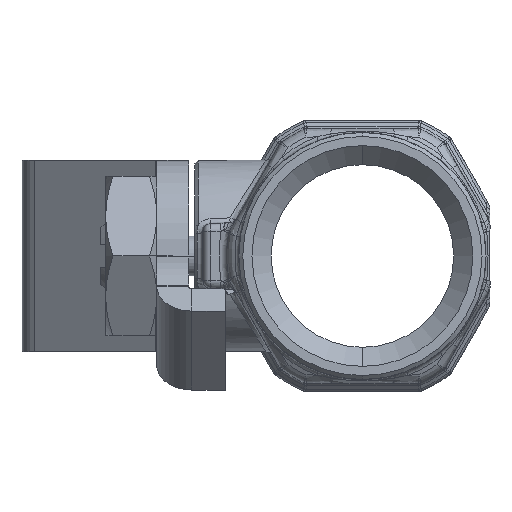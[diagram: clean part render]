
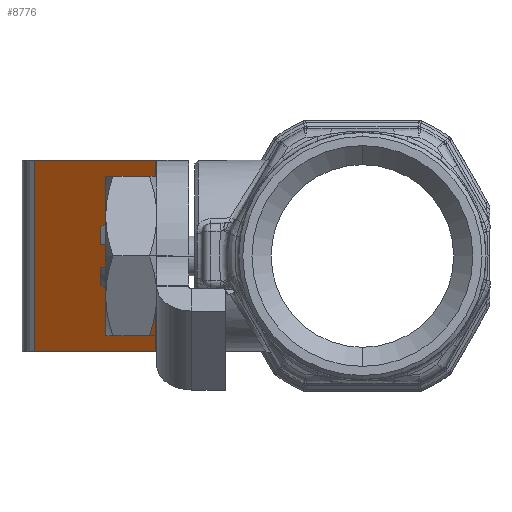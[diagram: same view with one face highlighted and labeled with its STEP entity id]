
A CAD part, left-side view. The second image highlights one B-rep face of the part: STEP entity #8776.
In plain terms, the highlighted planar face has unit normal (-0.766, 0.643, 0).
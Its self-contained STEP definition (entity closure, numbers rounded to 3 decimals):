
#16 = DIRECTION ( 'NONE',  ( -0.643, -0.766, 0. ) ) ;
#1336 = VECTOR ( 'NONE', #16628, 1000. ) ;
#1659 = DIRECTION ( 'NONE',  ( -0.766, 0.643, 0. ) ) ;
#4354 = VERTEX_POINT ( 'NONE', #6316 ) ;
#4782 = FACE_OUTER_BOUND ( 'NONE', #10910, .T. ) ;
#4959 = VECTOR ( 'NONE', #16, 1000. ) ;
#5515 = LINE ( 'NONE', #16267, #4959 ) ;
#6165 = LINE ( 'NONE', #14371, #15139 ) ;
#6316 = CARTESIAN_POINT ( 'NONE',  ( 19.726, 20.56, -6. ) ) ;
#7436 = CARTESIAN_POINT ( 'NONE',  ( 19.726, 20.56, -6. ) ) ;
#7962 = ORIENTED_EDGE ( 'NONE', *, *, #8829, .F. ) ;
#8529 = VERTEX_POINT ( 'NONE', #9670 ) ;
#8776 = ADVANCED_FACE ( 'NONE', ( #4782 ), #19492, .T. ) ;
#8829 = EDGE_CURVE ( 'NONE', #8529, #12329, #6165, .T. ) ;
#9670 = CARTESIAN_POINT ( 'NONE',  ( 13.358, 12.971, 6. ) ) ;
#10005 = VECTOR ( 'NONE', #19992, 1000. ) ;
#10910 = EDGE_LOOP ( 'NONE', ( #12401, #7962, #18677, #11455 ) ) ;
#11406 = LINE ( 'NONE', #13000, #1336 ) ;
#11455 = ORIENTED_EDGE ( 'NONE', *, *, #22408, .F. ) ;
#12176 = AXIS2_PLACEMENT_3D ( 'NONE', #12395, #1659, #14233 ) ;
#12198 = CARTESIAN_POINT ( 'NONE',  ( 13.358, 12.971, -6. ) ) ;
#12329 = VERTEX_POINT ( 'NONE', #12198 ) ;
#12395 = CARTESIAN_POINT ( 'NONE',  ( 8.801, 7.541, 0. ) ) ;
#12401 = ORIENTED_EDGE ( 'NONE', *, *, #16760, .F. ) ;
#12555 = DIRECTION ( 'NONE',  ( 0., 0., -1. ) ) ;
#13000 = CARTESIAN_POINT ( 'NONE',  ( 19.726, 20.56, 6. ) ) ;
#14233 = DIRECTION ( 'NONE',  ( 0.643, 0.766, 0. ) ) ;
#14371 = CARTESIAN_POINT ( 'NONE',  ( 13.358, 12.971, 6. ) ) ;
#15139 = VECTOR ( 'NONE', #12555, 1000. ) ;
#15724 = EDGE_CURVE ( 'NONE', #19187, #8529, #5515, .T. ) ;
#16267 = CARTESIAN_POINT ( 'NONE',  ( 13.298, 12.9, 6. ) ) ;
#16628 = DIRECTION ( 'NONE',  ( 0., 0., 1. ) ) ;
#16760 = EDGE_CURVE ( 'NONE', #12329, #4354, #19600, .T. ) ;
#18677 = ORIENTED_EDGE ( 'NONE', *, *, #15724, .F. ) ;
#19187 = VERTEX_POINT ( 'NONE', #20474 ) ;
#19492 = PLANE ( 'NONE',  #12176 ) ;
#19600 = LINE ( 'NONE', #7436, #10005 ) ;
#19992 = DIRECTION ( 'NONE',  ( 0.643, 0.766, 0. ) ) ;
#20474 = CARTESIAN_POINT ( 'NONE',  ( 19.726, 20.56, 6. ) ) ;
#22408 = EDGE_CURVE ( 'NONE', #4354, #19187, #11406, .T. ) ;
